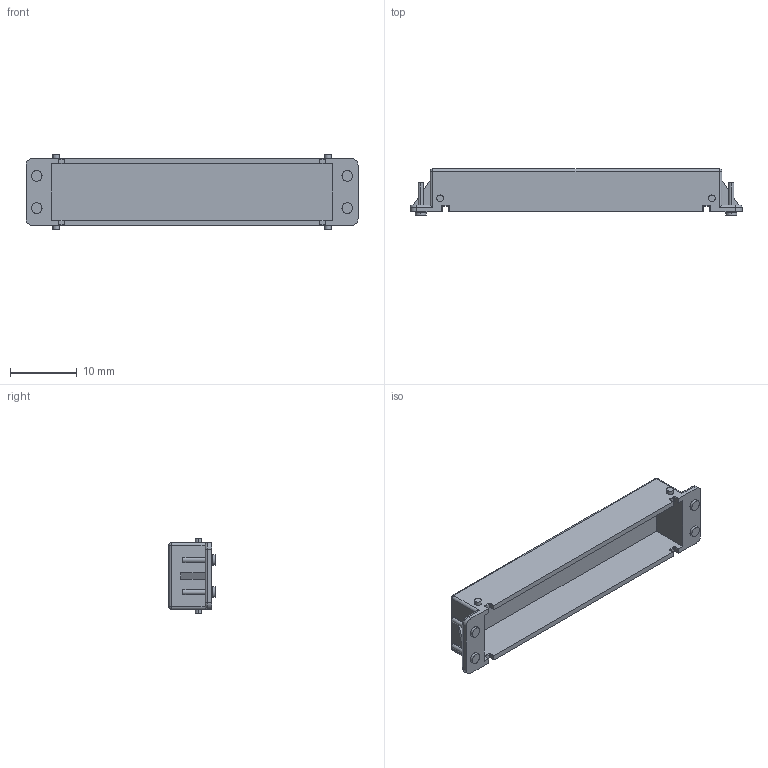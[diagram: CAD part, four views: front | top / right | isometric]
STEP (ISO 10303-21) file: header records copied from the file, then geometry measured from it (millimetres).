
FILE_DESCRIPTION (( 'STEP AP203' ), '1' );
FILE_NAME ('SEA.STEP', '2015-03-26T12:02:51', ( 'ramon.fernandez' ), ( '' ), 'SwSTEP 2.0', 'SolidWorks 2012', '' );
FILE_SCHEMA (( 'CONFIG_CONTROL_DESIGN' ));
Length unit declared in the file: millimetre
Products named in the file (3): SEA; PREMOTAG_SMD_PIN_V1; SMALL_EMITTER_ANT_A_V1
Assembly tree (5 placements, depth 2):
  SEA
    SMALL_EMITTER_ANT_A_V1
    PREMOTAG_SMD_PIN_V1  x4
Bounding box: 49.6 x 6.9 x 11.2 mm (x, y, z)
Volume: 882.3 mm3; surface area: 2329.8 mm2
Topology: 5 solids, 5 shells, 175 faces, 406 edges, 248 vertices
Faces by surface type: cylinder 85, plane 61, torus 20, bspline 5, sphere 4
Entity records: 5009 total; most frequent: CARTESIAN_POINT 967, DIRECTION 822, ORIENTED_EDGE 732, EDGE_CURVE 366, AXIS2_PLACEMENT_3D 315, VERTEX_POINT 224, LINE 192, VECTOR 192
